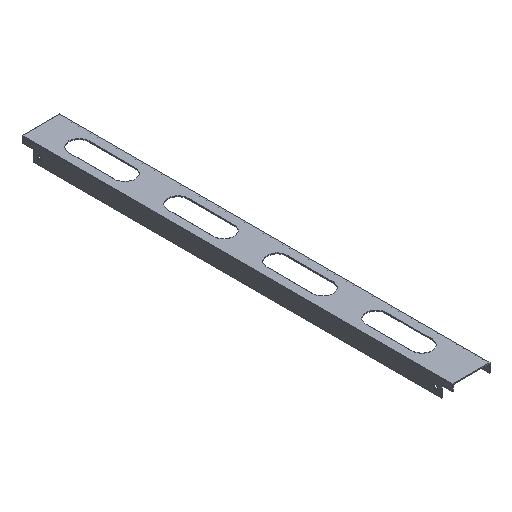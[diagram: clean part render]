
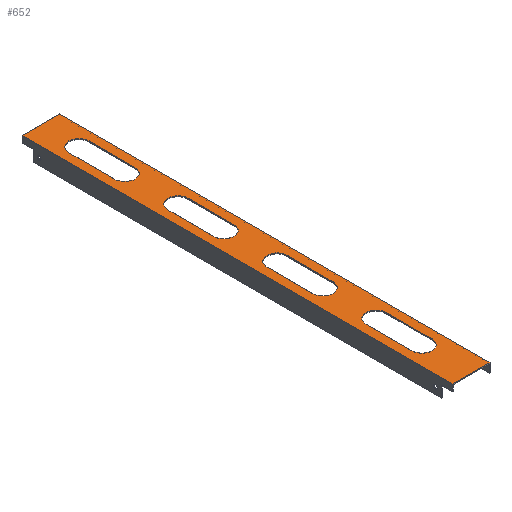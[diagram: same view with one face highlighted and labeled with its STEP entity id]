
A CAD part, isometric view. The second image highlights one B-rep face of the part: STEP entity #652.
In plain terms, the highlighted planar face has unit normal (0, 0, 1).
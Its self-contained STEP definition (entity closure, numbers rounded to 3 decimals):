
#17=FACE_BOUND('',#111,.T.);
#18=FACE_BOUND('',#112,.T.);
#19=FACE_BOUND('',#113,.T.);
#20=FACE_BOUND('',#114,.T.);
#44=PLANE('',#727);
#76=FACE_OUTER_BOUND('',#110,.T.);
#110=EDGE_LOOP('',(#553,#554,#555,#556));
#111=EDGE_LOOP('',(#557,#558,#559,#560));
#112=EDGE_LOOP('',(#561,#562,#563,#564));
#113=EDGE_LOOP('',(#565,#566,#567,#568));
#114=EDGE_LOOP('',(#569,#570,#571,#572));
#127=LINE('',#920,#197);
#131=LINE('',#931,#201);
#135=LINE('',#944,#205);
#139=LINE('',#955,#209);
#143=LINE('',#968,#213);
#147=LINE('',#979,#217);
#151=LINE('',#992,#221);
#155=LINE('',#1003,#225);
#176=LINE('',#1047,#246);
#189=LINE('',#1081,#259);
#190=LINE('',#1082,#260);
#191=LINE('',#1083,#261);
#197=VECTOR('',#744,10.);
#201=VECTOR('',#756,10.);
#205=VECTOR('',#768,10.);
#209=VECTOR('',#780,10.);
#213=VECTOR('',#792,10.);
#217=VECTOR('',#804,10.);
#221=VECTOR('',#816,10.);
#225=VECTOR('',#828,10.);
#246=VECTOR('',#859,10.);
#259=VECTOR('',#894,10.);
#260=VECTOR('',#895,10.);
#261=VECTOR('',#896,10.);
#265=CIRCLE('',#681,23.);
#267=CIRCLE('',#685,23.);
#269=CIRCLE('',#689,23.);
#271=CIRCLE('',#693,23.);
#273=CIRCLE('',#697,23.);
#275=CIRCLE('',#701,23.);
#277=CIRCLE('',#705,23.);
#279=CIRCLE('',#709,23.);
#285=VERTEX_POINT('',#910);
#286=VERTEX_POINT('',#911);
#289=VERTEX_POINT('',#919);
#291=VERTEX_POINT('',#925);
#293=VERTEX_POINT('',#934);
#294=VERTEX_POINT('',#935);
#297=VERTEX_POINT('',#943);
#299=VERTEX_POINT('',#949);
#301=VERTEX_POINT('',#958);
#302=VERTEX_POINT('',#959);
#305=VERTEX_POINT('',#967);
#307=VERTEX_POINT('',#973);
#309=VERTEX_POINT('',#982);
#310=VERTEX_POINT('',#983);
#313=VERTEX_POINT('',#991);
#315=VERTEX_POINT('',#997);
#333=VERTEX_POINT('',#1044);
#334=VERTEX_POINT('',#1046);
#343=VERTEX_POINT('',#1079);
#344=VERTEX_POINT('',#1080);
#345=EDGE_CURVE('',#285,#286,#265,.T.);
#349=EDGE_CURVE('',#289,#285,#127,.T.);
#352=EDGE_CURVE('',#291,#289,#267,.T.);
#355=EDGE_CURVE('',#286,#291,#131,.T.);
#357=EDGE_CURVE('',#293,#294,#269,.T.);
#361=EDGE_CURVE('',#297,#293,#135,.T.);
#364=EDGE_CURVE('',#299,#297,#271,.T.);
#367=EDGE_CURVE('',#294,#299,#139,.T.);
#369=EDGE_CURVE('',#301,#302,#273,.T.);
#373=EDGE_CURVE('',#305,#301,#143,.T.);
#376=EDGE_CURVE('',#307,#305,#275,.T.);
#379=EDGE_CURVE('',#302,#307,#147,.T.);
#381=EDGE_CURVE('',#309,#310,#277,.T.);
#385=EDGE_CURVE('',#313,#309,#151,.T.);
#388=EDGE_CURVE('',#315,#313,#279,.T.);
#391=EDGE_CURVE('',#310,#315,#155,.T.);
#412=EDGE_CURVE('',#333,#334,#176,.T.);
#429=EDGE_CURVE('',#343,#344,#189,.T.);
#430=EDGE_CURVE('',#343,#334,#190,.T.);
#431=EDGE_CURVE('',#333,#344,#191,.T.);
#553=ORIENTED_EDGE('',*,*,#429,.F.);
#554=ORIENTED_EDGE('',*,*,#430,.T.);
#555=ORIENTED_EDGE('',*,*,#412,.F.);
#556=ORIENTED_EDGE('',*,*,#431,.T.);
#557=ORIENTED_EDGE('',*,*,#345,.T.);
#558=ORIENTED_EDGE('',*,*,#355,.T.);
#559=ORIENTED_EDGE('',*,*,#352,.T.);
#560=ORIENTED_EDGE('',*,*,#349,.T.);
#561=ORIENTED_EDGE('',*,*,#357,.T.);
#562=ORIENTED_EDGE('',*,*,#367,.T.);
#563=ORIENTED_EDGE('',*,*,#364,.T.);
#564=ORIENTED_EDGE('',*,*,#361,.T.);
#565=ORIENTED_EDGE('',*,*,#369,.T.);
#566=ORIENTED_EDGE('',*,*,#379,.T.);
#567=ORIENTED_EDGE('',*,*,#376,.T.);
#568=ORIENTED_EDGE('',*,*,#373,.T.);
#569=ORIENTED_EDGE('',*,*,#381,.T.);
#570=ORIENTED_EDGE('',*,*,#391,.T.);
#571=ORIENTED_EDGE('',*,*,#388,.T.);
#572=ORIENTED_EDGE('',*,*,#385,.T.);
#652=ADVANCED_FACE('',(#76,#17,#18,#19,#20),#44,.T.);
#681=AXIS2_PLACEMENT_3D('',#912,#736,#737);
#685=AXIS2_PLACEMENT_3D('',#926,#749,#750);
#689=AXIS2_PLACEMENT_3D('',#936,#760,#761);
#693=AXIS2_PLACEMENT_3D('',#950,#773,#774);
#697=AXIS2_PLACEMENT_3D('',#960,#784,#785);
#701=AXIS2_PLACEMENT_3D('',#974,#797,#798);
#705=AXIS2_PLACEMENT_3D('',#984,#808,#809);
#709=AXIS2_PLACEMENT_3D('',#998,#821,#822);
#727=AXIS2_PLACEMENT_3D('',#1078,#892,#893);
#736=DIRECTION('center_axis',(0.,0.,-1.));
#737=DIRECTION('ref_axis',(1.,0.,0.));
#744=DIRECTION('',(0.,1.,0.));
#749=DIRECTION('center_axis',(0.,0.,-1.));
#750=DIRECTION('ref_axis',(-1.,0.,0.));
#756=DIRECTION('',(0.,-1.,0.));
#760=DIRECTION('center_axis',(0.,0.,-1.));
#761=DIRECTION('ref_axis',(1.,0.,0.));
#768=DIRECTION('',(0.,1.,0.));
#773=DIRECTION('center_axis',(0.,0.,-1.));
#774=DIRECTION('ref_axis',(-1.,0.,0.));
#780=DIRECTION('',(0.,-1.,0.));
#784=DIRECTION('center_axis',(0.,0.,-1.));
#785=DIRECTION('ref_axis',(1.,0.,0.));
#792=DIRECTION('',(0.,1.,0.));
#797=DIRECTION('center_axis',(0.,0.,-1.));
#798=DIRECTION('ref_axis',(-1.,0.,0.));
#804=DIRECTION('',(0.,-1.,0.));
#808=DIRECTION('center_axis',(0.,0.,-1.));
#809=DIRECTION('ref_axis',(1.,0.,0.));
#816=DIRECTION('',(0.,1.,0.));
#821=DIRECTION('center_axis',(0.,0.,-1.));
#822=DIRECTION('ref_axis',(-1.,0.,0.));
#828=DIRECTION('',(0.,-1.,0.));
#859=DIRECTION('',(-1.,0.,0.));
#892=DIRECTION('center_axis',(0.,0.,1.));
#893=DIRECTION('ref_axis',(1.,0.,0.));
#894=DIRECTION('',(1.,0.,0.));
#895=DIRECTION('',(0.,-1.,0.));
#896=DIRECTION('',(0.,1.,0.));
#910=CARTESIAN_POINT('',(-23.,-273.,2.));
#911=CARTESIAN_POINT('',(23.,-273.,2.));
#912=CARTESIAN_POINT('Origin',(0.,-273.,2.));
#919=CARTESIAN_POINT('',(-23.,-377.,2.));
#920=CARTESIAN_POINT('',(-23.,-188.5,2.));
#925=CARTESIAN_POINT('',(23.,-377.,2.));
#926=CARTESIAN_POINT('Origin',(0.,-377.,2.));
#931=CARTESIAN_POINT('',(23.,-136.5,2.));
#934=CARTESIAN_POINT('',(-23.,177.,2.));
#935=CARTESIAN_POINT('',(23.,177.,2.));
#936=CARTESIAN_POINT('Origin',(0.,177.,2.));
#943=CARTESIAN_POINT('',(-23.,73.,2.));
#944=CARTESIAN_POINT('',(-23.,36.5,2.));
#949=CARTESIAN_POINT('',(23.,73.,2.));
#950=CARTESIAN_POINT('Origin',(0.,73.,2.));
#955=CARTESIAN_POINT('',(23.,88.5,2.));
#958=CARTESIAN_POINT('',(-23.,402.,2.));
#959=CARTESIAN_POINT('',(23.,402.,2.));
#960=CARTESIAN_POINT('Origin',(0.,402.,2.));
#967=CARTESIAN_POINT('',(-23.,298.,2.));
#968=CARTESIAN_POINT('',(-23.,149.,2.));
#973=CARTESIAN_POINT('',(23.,298.,2.));
#974=CARTESIAN_POINT('Origin',(0.,298.,2.));
#979=CARTESIAN_POINT('',(23.,201.,2.));
#982=CARTESIAN_POINT('',(-23.,-48.,2.));
#983=CARTESIAN_POINT('',(23.,-48.,2.));
#984=CARTESIAN_POINT('Origin',(0.,-48.,2.));
#991=CARTESIAN_POINT('',(-23.,-152.,2.));
#992=CARTESIAN_POINT('',(-23.,-76.,2.));
#997=CARTESIAN_POINT('',(23.,-152.,2.));
#998=CARTESIAN_POINT('Origin',(0.,-152.,2.));
#1003=CARTESIAN_POINT('',(23.,-24.,2.));
#1044=CARTESIAN_POINT('',(42.5,-488.95,2.));
#1046=CARTESIAN_POINT('',(-42.5,-488.95,2.));
#1047=CARTESIAN_POINT('',(-42.5,-488.95,2.));
#1078=CARTESIAN_POINT('Origin',(0.,0.,2.));
#1079=CARTESIAN_POINT('',(-42.5,488.95,2.));
#1080=CARTESIAN_POINT('',(42.5,488.95,2.));
#1081=CARTESIAN_POINT('',(42.5,488.95,2.));
#1082=CARTESIAN_POINT('',(-42.5,0.,2.));
#1083=CARTESIAN_POINT('',(42.5,0.,2.));
